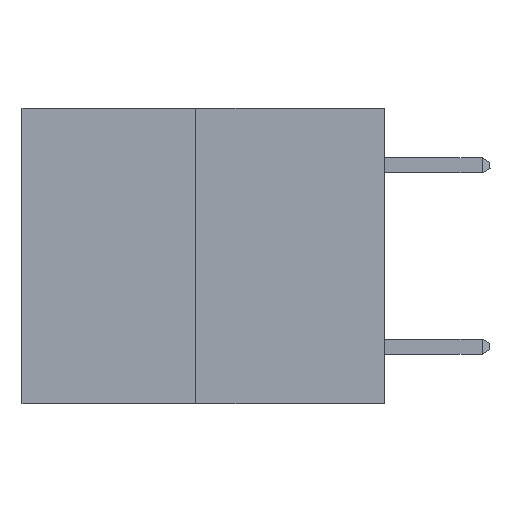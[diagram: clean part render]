
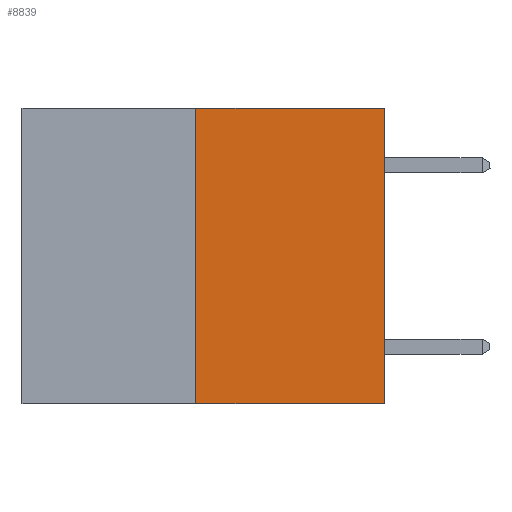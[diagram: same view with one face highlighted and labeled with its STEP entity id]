
A CAD part, left-side view. The second image highlights one B-rep face of the part: STEP entity #8839.
In plain terms, the highlighted planar face has unit normal (-1, 0, 0).
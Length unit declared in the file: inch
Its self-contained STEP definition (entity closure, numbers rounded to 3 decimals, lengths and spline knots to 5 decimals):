
#1578 = DIRECTION ( 'NONE',  ( 1., 0., 0. ) ) ;
#3828 = CARTESIAN_POINT ( 'NONE',  ( 0., 0.6, -0.49 ) ) ;
#4696 = CARTESIAN_POINT ( 'NONE',  ( 0., 0.6, 0. ) ) ;
#5337 = VERTEX_POINT ( 'NONE', #23028 ) ;
#6279 = DIRECTION ( 'NONE',  ( 0., 0., 1. ) ) ;
#8326 = VECTOR ( 'NONE', #25128, 39.37008 ) ;
#8592 = DIRECTION ( 'NONE',  ( 0., 0., 1. ) ) ;
#8839 = ADVANCED_FACE ( 'NONE', ( #21096 ), #19410, .F. ) ;
#9624 = LINE ( 'NONE', #3828, #22136 ) ;
#10593 = ORIENTED_EDGE ( 'NONE', *, *, #21494, .F. ) ;
#12626 = VERTEX_POINT ( 'NONE', #14549 ) ;
#13108 = CARTESIAN_POINT ( 'NONE',  ( 0., 0.6, 0. ) ) ;
#13149 = ORIENTED_EDGE ( 'NONE', *, *, #27487, .T. ) ;
#14549 = CARTESIAN_POINT ( 'NONE',  ( 0., 0.312, 0. ) ) ;
#14658 = EDGE_CURVE ( 'NONE', #12626, #16644, #26410, .T. ) ;
#14911 = LINE ( 'NONE', #28648, #20472 ) ;
#15564 = CARTESIAN_POINT ( 'NONE',  ( 0., 0.312, -0.49 ) ) ;
#16644 = VERTEX_POINT ( 'NONE', #20360 ) ;
#17011 = EDGE_CURVE ( 'NONE', #17641, #5337, #9624, .T. ) ;
#17104 = ORIENTED_EDGE ( 'NONE', *, *, #17011, .T. ) ;
#17641 = VERTEX_POINT ( 'NONE', #15564 ) ;
#19410 = PLANE ( 'NONE',  #19763 ) ;
#19763 = AXIS2_PLACEMENT_3D ( 'NONE', #13108, #1578, #21654 ) ;
#20360 = CARTESIAN_POINT ( 'NONE',  ( 0., 0., 0. ) ) ;
#20472 = VECTOR ( 'NONE', #6279, 39.37008 ) ;
#21096 = FACE_OUTER_BOUND ( 'NONE', #24269, .T. ) ;
#21494 = EDGE_CURVE ( 'NONE', #17641, #12626, #14911, .T. ) ;
#21636 = DIRECTION ( 'NONE',  ( 0., -1., 0. ) ) ;
#21654 = DIRECTION ( 'NONE',  ( 0., 0., -1. ) ) ;
#21999 = CARTESIAN_POINT ( 'NONE',  ( 0., 0., 0. ) ) ;
#22136 = VECTOR ( 'NONE', #21636, 39.37008 ) ;
#22523 = LINE ( 'NONE', #21999, #23233 ) ;
#22641 = ORIENTED_EDGE ( 'NONE', *, *, #14658, .F. ) ;
#23028 = CARTESIAN_POINT ( 'NONE',  ( 0., 0., -0.49 ) ) ;
#23233 = VECTOR ( 'NONE', #8592, 39.37008 ) ;
#24269 = EDGE_LOOP ( 'NONE', ( #10593, #17104, #13149, #22641 ) ) ;
#25128 = DIRECTION ( 'NONE',  ( 0., -1., 0. ) ) ;
#26410 = LINE ( 'NONE', #4696, #8326 ) ;
#27487 = EDGE_CURVE ( 'NONE', #5337, #16644, #22523, .T. ) ;
#28648 = CARTESIAN_POINT ( 'NONE',  ( 0., 0.312, -0.49 ) ) ;
